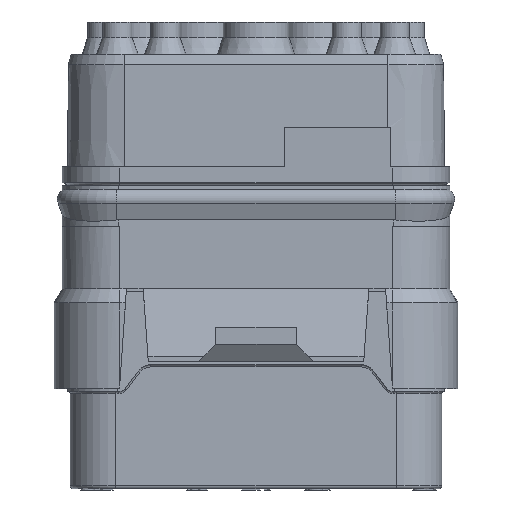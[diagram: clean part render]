
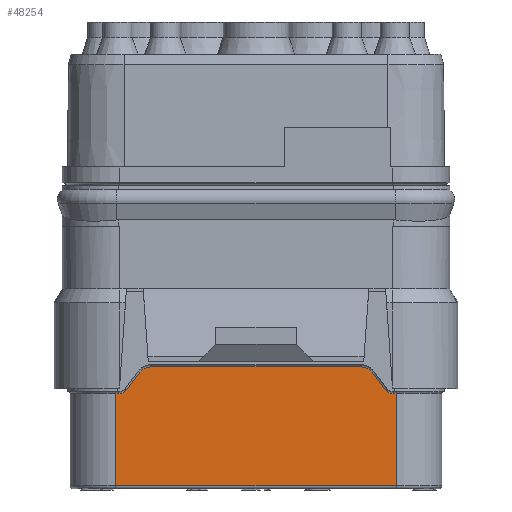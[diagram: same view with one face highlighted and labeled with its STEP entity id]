
A CAD part, front view. The second image highlights one B-rep face of the part: STEP entity #48254.
In plain terms, the highlighted planar face has unit normal (0, -1, 0).
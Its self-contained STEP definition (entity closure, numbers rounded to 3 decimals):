
#5984=DIRECTION('',(0.,0.,-1.));
#5985=VECTOR('',#5984,3.42);
#5986=CARTESIAN_POINT('',(-5.2,-5.875,-8.427));
#5987=LINE('',#5986,#5985);
#8283=DIRECTION('',(-1.,0.,0.));
#8284=VECTOR('',#8283,10.4);
#8285=CARTESIAN_POINT('',(5.2,-5.875,-11.847));
#8286=LINE('',#8285,#8284);
#8287=DIRECTION('',(-1.,0.,0.));
#8288=VECTOR('',#8287,0.1);
#8289=CARTESIAN_POINT('',(-5.1,-5.875,-8.427));
#8290=LINE('',#8289,#8288);
#8291=CARTESIAN_POINT('',(-5.1,-5.875,-8.047));
#8292=DIRECTION('',(0.,1.,0.));
#8293=DIRECTION('',(0.8,0.,-0.6));
#8294=AXIS2_PLACEMENT_3D('',#8291,#8292,#8293);
#8296=DIRECTION('',(-0.6,0.,-0.8));
#8297=VECTOR('',#8296,0.8);
#8298=CARTESIAN_POINT('',(-4.316,-5.875,-7.635));
#8299=LINE('',#8298,#8297);
#8300=CARTESIAN_POINT('',(-3.9,-5.875,-7.947));
#8301=DIRECTION('',(0.,-1.,0.));
#8302=DIRECTION('',(0.,0.,1.));
#8303=AXIS2_PLACEMENT_3D('',#8300,#8301,#8302);
#8305=DIRECTION('',(-1.,0.,0.));
#8306=VECTOR('',#8305,7.8);
#8307=CARTESIAN_POINT('',(3.9,-5.875,-7.427));
#8308=LINE('',#8307,#8306);
#8309=CARTESIAN_POINT('',(3.9,-5.875,-7.947));
#8310=DIRECTION('',(0.,-1.,0.));
#8311=DIRECTION('',(0.8,0.,0.6));
#8312=AXIS2_PLACEMENT_3D('',#8309,#8310,#8311);
#8314=DIRECTION('',(-0.6,0.,0.8));
#8315=VECTOR('',#8314,0.8);
#8316=CARTESIAN_POINT('',(4.796,-5.875,-8.275));
#8317=LINE('',#8316,#8315);
#8318=CARTESIAN_POINT('',(5.1,-5.875,-8.047));
#8319=DIRECTION('',(0.,1.,0.));
#8320=DIRECTION('',(0.,0.,-1.));
#8321=AXIS2_PLACEMENT_3D('',#8318,#8319,#8320);
#8323=DIRECTION('',(-1.,0.,0.));
#8324=VECTOR('',#8323,0.1);
#8325=CARTESIAN_POINT('',(5.2,-5.875,-8.427));
#8326=LINE('',#8325,#8324);
#8327=DIRECTION('',(0.,0.,-1.));
#8328=VECTOR('',#8327,3.42);
#8329=CARTESIAN_POINT('',(5.2,-5.875,-8.427));
#8330=LINE('',#8329,#8328);
#34577=CARTESIAN_POINT('',(5.2,-5.875,-8.427));
#34578=CARTESIAN_POINT('',(5.1,-5.875,-8.427));
#34579=VERTEX_POINT('',#34577);
#34580=VERTEX_POINT('',#34578);
#34583=CARTESIAN_POINT('',(4.796,-5.875,-8.275));
#34584=VERTEX_POINT('',#34583);
#34587=CARTESIAN_POINT('',(4.316,-5.875,-7.635));
#34588=VERTEX_POINT('',#34587);
#34591=CARTESIAN_POINT('',(3.9,-5.875,-7.427));
#34592=VERTEX_POINT('',#34591);
#34595=CARTESIAN_POINT('',(-3.9,-5.875,-7.427));
#34596=VERTEX_POINT('',#34595);
#34599=CARTESIAN_POINT('',(-4.316,-5.875,-7.635));
#34600=VERTEX_POINT('',#34599);
#34603=CARTESIAN_POINT('',(-4.796,-5.875,-8.275));
#34604=VERTEX_POINT('',#34603);
#34607=CARTESIAN_POINT('',(-5.1,-5.875,-8.427));
#34608=VERTEX_POINT('',#34607);
#34611=CARTESIAN_POINT('',(-5.2,-5.875,-8.427));
#34612=VERTEX_POINT('',#34611);
#34743=CARTESIAN_POINT('',(5.2,-5.875,-11.847));
#34744=CARTESIAN_POINT('',(-5.2,-5.875,-11.847));
#34745=VERTEX_POINT('',#34743);
#34746=VERTEX_POINT('',#34744);
#48234=CARTESIAN_POINT('',(5.2,-5.875,-8.347));
#48235=DIRECTION('',(0.,-1.,0.));
#48236=DIRECTION('',(-1.,0.,0.));
#48237=AXIS2_PLACEMENT_3D('',#48234,#48235,#48236);
#48238=PLANE('',#48237);
#48239=ORIENTED_EDGE('',*,*,#48227,.T.);
#48240=ORIENTED_EDGE('',*,*,#46995,.F.);
#48241=ORIENTED_EDGE('',*,*,#46433,.F.);
#48242=ORIENTED_EDGE('',*,*,#46449,.F.);
#48243=ORIENTED_EDGE('',*,*,#46490,.F.);
#48244=ORIENTED_EDGE('',*,*,#46505,.F.);
#48245=ORIENTED_EDGE('',*,*,#46546,.F.);
#48246=ORIENTED_EDGE('',*,*,#46561,.F.);
#48247=ORIENTED_EDGE('',*,*,#46602,.F.);
#48248=ORIENTED_EDGE('',*,*,#46617,.F.);
#48249=ORIENTED_EDGE('',*,*,#46673,.F.);
#48251=ORIENTED_EDGE('',*,*,#48250,.T.);
#48252=EDGE_LOOP('',(#48239,#48240,#48241,#48242,#48243,#48244,#48245,#48246,
#48247,#48248,#48249,#48251));
#48253=FACE_OUTER_BOUND('',#48252,.F.);
#48254=ADVANCED_FACE('',(#48253),#48238,.T.);
#8295=CIRCLE('',#8294,0.38);
#8304=CIRCLE('',#8303,0.52);
#8313=CIRCLE('',#8312,0.52);
#8322=CIRCLE('',#8321,0.38);
#46433=EDGE_CURVE('',#34608,#34612,#8290,.T.);
#46449=EDGE_CURVE('',#34604,#34608,#8295,.T.);
#46490=EDGE_CURVE('',#34600,#34604,#8299,.T.);
#46505=EDGE_CURVE('',#34596,#34600,#8304,.T.);
#46546=EDGE_CURVE('',#34592,#34596,#8308,.T.);
#46561=EDGE_CURVE('',#34588,#34592,#8313,.T.);
#46602=EDGE_CURVE('',#34584,#34588,#8317,.T.);
#46617=EDGE_CURVE('',#34580,#34584,#8322,.T.);
#46673=EDGE_CURVE('',#34579,#34580,#8326,.T.);
#46995=EDGE_CURVE('',#34612,#34746,#5987,.T.);
#48227=EDGE_CURVE('',#34745,#34746,#8286,.T.);
#48250=EDGE_CURVE('',#34579,#34745,#8330,.T.);
